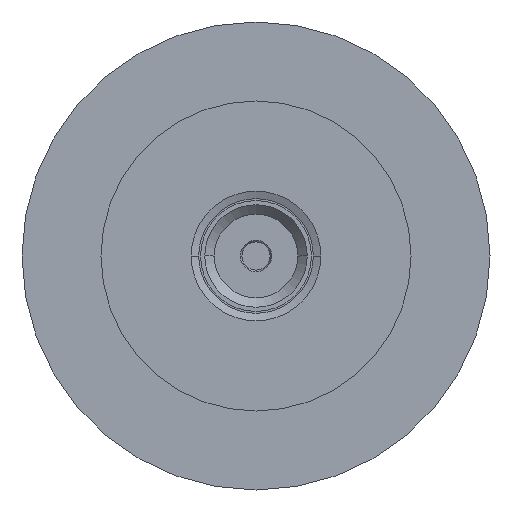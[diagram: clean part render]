
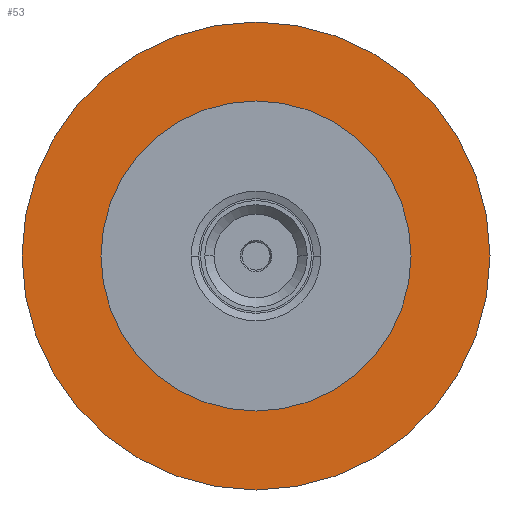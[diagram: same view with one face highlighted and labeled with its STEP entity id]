
A CAD part, front view. The second image highlights one B-rep face of the part: STEP entity #53.
In plain terms, the highlighted planar face has unit normal (0, -1, 0).
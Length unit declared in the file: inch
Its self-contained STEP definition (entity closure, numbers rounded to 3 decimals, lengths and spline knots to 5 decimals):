
#53 = ADVANCED_FACE ( 'NONE', ( #839, #845 ), #807, .T. ) ;
#329 = VERTEX_POINT ( 'NONE', #510 ) ;
#510 = CARTESIAN_POINT ( 'NONE',  ( 0., -0.013, -0.785 ) ) ;
#518 = EDGE_LOOP ( 'NONE', ( #1434, #1444 ) ) ;
#521 = EDGE_LOOP ( 'NONE', ( #1443, #1459 ) ) ;
#567 = CARTESIAN_POINT ( 'NONE',  ( 0., -0.013, 0.52 ) ) ;
#607 = CARTESIAN_POINT ( 'NONE',  ( 0., -0.013, 0.785 ) ) ;
#614 = CARTESIAN_POINT ( 'NONE',  ( 0., -0.013, -0.52 ) ) ;
#804 = DIRECTION ( 'NONE',  ( 0., 0., -1. ) ) ;
#805 = DIRECTION ( 'NONE',  ( 0., -1., 0. ) ) ;
#807 = PLANE ( 'NONE',  #1779 ) ;
#810 = CARTESIAN_POINT ( 'NONE',  ( -0.785, -0.013, 0. ) ) ;
#839 = FACE_BOUND ( 'NONE', #521, .T. ) ;
#845 = FACE_OUTER_BOUND ( 'NONE', #518, .T. ) ;
#1116 = CIRCLE ( 'NONE', #1334, 0.52 ) ;
#1133 = CIRCLE ( 'NONE', #1329, 0.52 ) ;
#1153 = CIRCLE ( 'NONE', #1321, 0.785 ) ;
#1155 = CIRCLE ( 'NONE', #1319, 0.785 ) ;
#1319 = AXIS2_PLACEMENT_3D ( 'NONE', #2001, #2002, #2003 ) ;
#1321 = AXIS2_PLACEMENT_3D ( 'NONE', #1995, #1996, #1997 ) ;
#1329 = AXIS2_PLACEMENT_3D ( 'NONE', #1961, #1962, #1963 ) ;
#1334 = AXIS2_PLACEMENT_3D ( 'NONE', #1594, #1595, #1596 ) ;
#1346 = VERTEX_POINT ( 'NONE', #607 ) ;
#1351 = VERTEX_POINT ( 'NONE', #567 ) ;
#1352 = VERTEX_POINT ( 'NONE', #614 ) ;
#1434 = ORIENTED_EDGE ( 'NONE', *, *, #1789, .F. ) ;
#1443 = ORIENTED_EDGE ( 'NONE', *, *, #1749, .T. ) ;
#1444 = ORIENTED_EDGE ( 'NONE', *, *, #1797, .F. ) ;
#1459 = ORIENTED_EDGE ( 'NONE', *, *, #1732, .T. ) ;
#1594 = CARTESIAN_POINT ( 'NONE',  ( 0., -0.013, 0. ) ) ;
#1595 = DIRECTION ( 'NONE',  ( 0., 1., 0. ) ) ;
#1596 = DIRECTION ( 'NONE',  ( 0., 0., 1. ) ) ;
#1732 = EDGE_CURVE ( 'NONE', #1352, #1351, #1116, .T. ) ;
#1749 = EDGE_CURVE ( 'NONE', #1351, #1352, #1133, .T. ) ;
#1779 = AXIS2_PLACEMENT_3D ( 'NONE', #810, #805, #804 ) ;
#1789 = EDGE_CURVE ( 'NONE', #1346, #329, #1153, .T. ) ;
#1797 = EDGE_CURVE ( 'NONE', #329, #1346, #1155, .T. ) ;
#1961 = CARTESIAN_POINT ( 'NONE',  ( 0., -0.013, 0. ) ) ;
#1962 = DIRECTION ( 'NONE',  ( 0., 1., 0. ) ) ;
#1963 = DIRECTION ( 'NONE',  ( 0., 0., 1. ) ) ;
#1995 = CARTESIAN_POINT ( 'NONE',  ( 0., -0.013, 0. ) ) ;
#1996 = DIRECTION ( 'NONE',  ( 0., 1., 0. ) ) ;
#1997 = DIRECTION ( 'NONE',  ( 0., 0., 1. ) ) ;
#2001 = CARTESIAN_POINT ( 'NONE',  ( 0., -0.013, 0. ) ) ;
#2002 = DIRECTION ( 'NONE',  ( 0., 1., 0. ) ) ;
#2003 = DIRECTION ( 'NONE',  ( 0., 0., 1. ) ) ;
